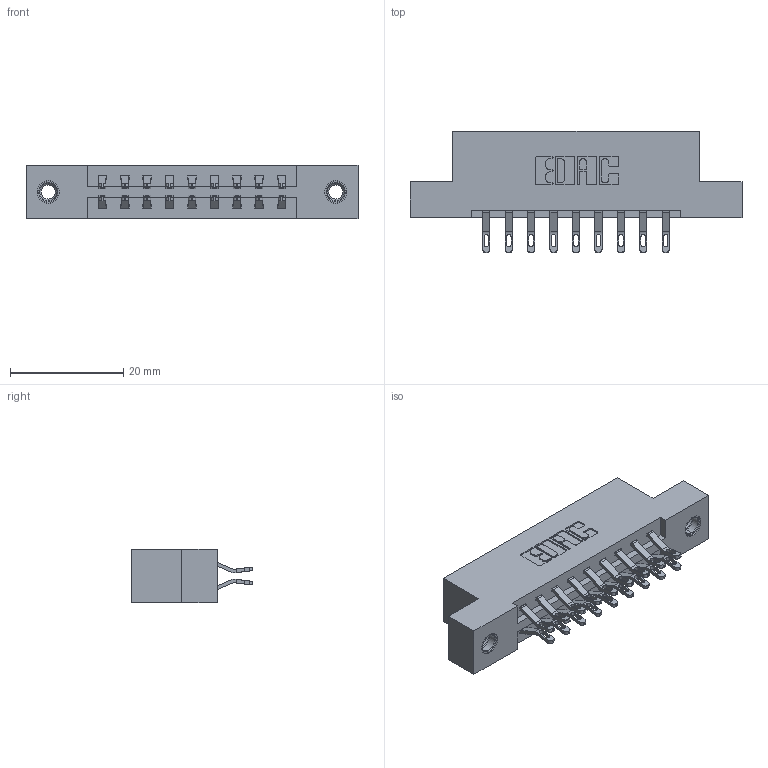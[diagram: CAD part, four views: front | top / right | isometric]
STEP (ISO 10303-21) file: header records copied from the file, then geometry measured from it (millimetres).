
FILE_DESCRIPTION (( 'STEP AP203' ), '1' );
FILE_NAME ('337-018-555-207.STEP', '2019-10-08T13:23:35', ( '' ), ( '' ), 'SwSTEP 2.0', 'SolidWorks 2016', '' );
FILE_SCHEMA (( 'CONFIG_CONTROL_DESIGN' ));
Length unit declared in the file: inch
Products named in the file (4): 345-292-001_555 Tail; 337 Part_Flush Mounting Lugs - 0.156 Dia-TI; 345-250-001_345-250-005-103; 337-018-555-207
Assembly tree (21 placements, depth 2):
  337-018-555-207
    337 Part_Flush Mounting Lugs - 0.156 Dia-TI
    345-292-001_555 Tail  x18
    345-250-001_345-250-005-103  x2
Bounding box: 58.67 x 21.47 x 9.4 mm (x, y, z)
Volume: 5783 mm3; surface area: 6449.8 mm2
Topology: 21 solids, 21 shells, 1254 faces, 3849 edges, 2558 vertices
Faces by surface type: plane 750, cylinder 488, cone 12, torus 4
Entity records: 12758 total; most frequent: CARTESIAN_POINT 2191, ORIENTED_EDGE 2090, DIRECTION 1927, EDGE_CURVE 1045, LINE 877, VECTOR 877, VERTEX_POINT 692, AXIS2_PLACEMENT_3D 525
